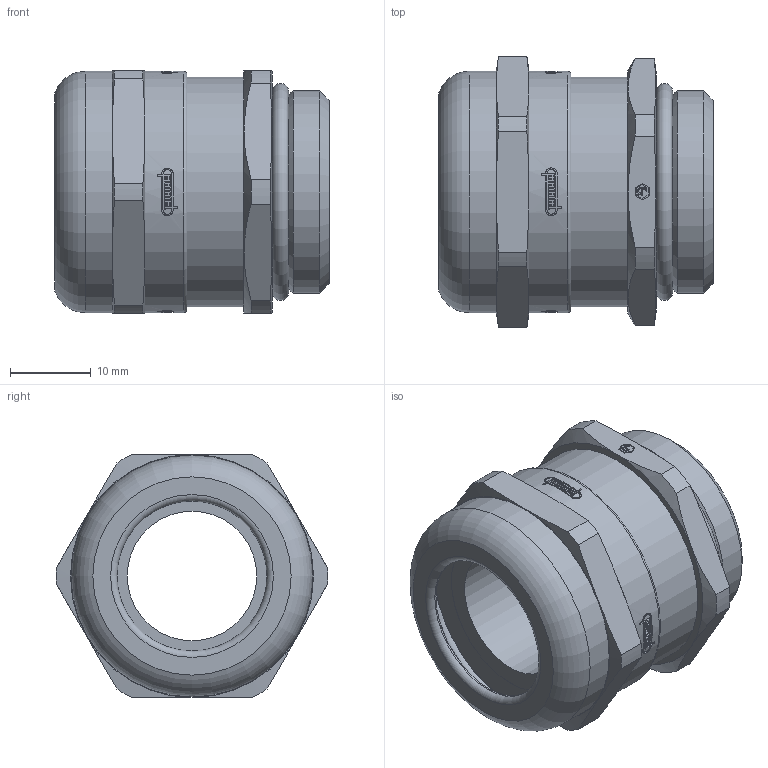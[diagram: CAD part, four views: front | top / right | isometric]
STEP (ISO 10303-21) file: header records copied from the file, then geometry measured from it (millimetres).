
FILE_DESCRIPTION(/* description */ ('HSK-M-EMV-Ex Metr.-HSK-EMV-Ex-e Cable Glands'),/* implementation_level */ '2;1');
FILE_NAME(/* name */ 'HU1616250051.stp',/* time_stamp */ '2021-10-20T14:31:02+02:00',/* author */ ('sl'),/* organization */ ('HUMMEL'),/* preprocessor_version */ 'ST-DEVELOPER v16.5',/* originating_system */ 'Autodesk Inventor 2017',/* authorisation */ '');
FILE_SCHEMA (('AUTOMOTIVE_DESIGN { 1 0 10303 214 3 1 1 }'));
Length unit declared in the file: millimetre
Products named in the file (6): HU1616250051; HSK-M-EMV-Ex 1.616.2500.51-Gland; HSK-M-EMV-Ex 1.616.2500.51-Nut; HSK-M-EMV-Ex 1.616.2500.51-Clamping insert; HSK-M-EMV-Ex 1.616.2500.51-Sealing insert; HSK-M-EMV-Ex 1.616.2500.51-O-Ring
Assembly tree (5 placements, depth 2):
  HU1616250051
    HSK-M-EMV-Ex 1.616.2500.51-Gland
    HSK-M-EMV-Ex 1.616.2500.51-Nut
    HSK-M-EMV-Ex 1.616.2500.51-Clamping insert
    HSK-M-EMV-Ex 1.616.2500.51-Sealing insert
    HSK-M-EMV-Ex 1.616.2500.51-O-Ring
Bounding box: 33.84 x 33.49 x 30 mm (x, y, z)
Volume: 13080.1 mm3; surface area: 13936 mm2
Topology: 5 solids, 5 shells, 460 faces, 1207 edges, 794 vertices
Faces by surface type: plane 345, cylinder 82, cone 27, torus 6
Full cylindrical faces by diameter (mm): 16 x1, 18.2 x1, 18.5 x1, 20.6 x4, 22.8 x1, 24 x2, 25 x1, 25.5 x2, 26.78 x1, 27.4 x1, 27.54 x2, 28.3 x1, 29.8 x2
Entity records: 14675 total; most frequent: CARTESIAN_POINT 3103, DIRECTION 2447, ORIENTED_EDGE 2334, EDGE_CURVE 1167, AXIS2_PLACEMENT_3D 883, VERTEX_POINT 789, LINE 681, VECTOR 681
